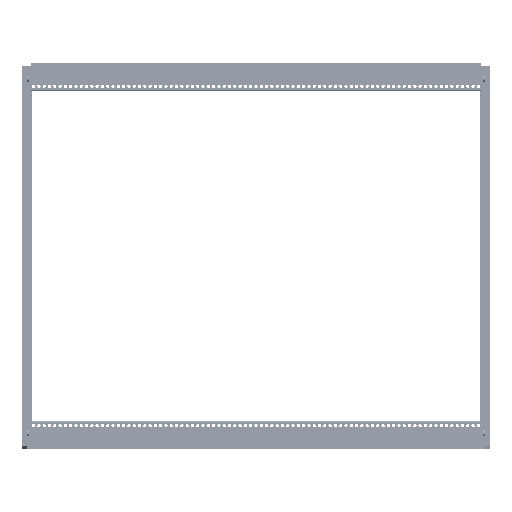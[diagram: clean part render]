
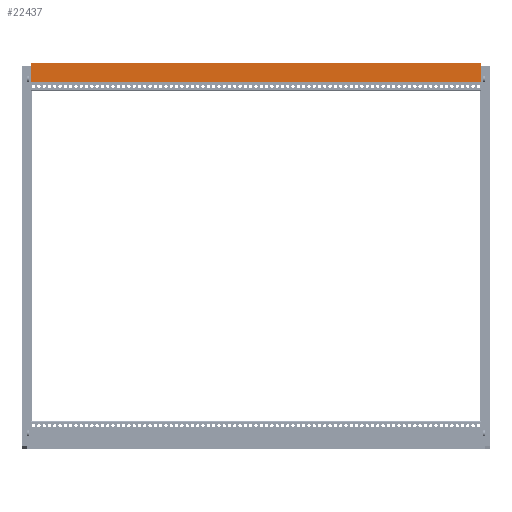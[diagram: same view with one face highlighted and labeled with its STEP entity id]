
A CAD part, front view. The second image highlights one B-rep face of the part: STEP entity #22437.
In plain terms, the highlighted face is planar.
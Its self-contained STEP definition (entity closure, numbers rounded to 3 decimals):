
#17457=DIRECTION('',(0.,1.,0.));
#17458=VECTOR('',#17457,432.);
#17459=CARTESIAN_POINT('',(-3.,-216.,4.));
#17460=LINE('',#17459,#17458);
#17461=DIRECTION('',(1.,0.,0.));
#17462=VECTOR('',#17461,18.25);
#17463=CARTESIAN_POINT('',(-3.,216.,4.));
#17464=LINE('',#17463,#17462);
#17465=DIRECTION('',(-1.,0.,0.));
#17466=VECTOR('',#17465,18.25);
#17467=CARTESIAN_POINT('',(15.25,-216.,4.));
#17468=LINE('',#17467,#17466);
#17469=DIRECTION('',(0.,-1.,0.));
#17470=VECTOR('',#17469,432.);
#17471=CARTESIAN_POINT('',(15.25,216.,4.));
#17472=LINE('',#17471,#17470);
#18115=CARTESIAN_POINT('',(15.25,216.,4.));
#18117=VERTEX_POINT('',#18115);
#18119=CARTESIAN_POINT('',(15.25,-216.,4.));
#18121=VERTEX_POINT('',#18119);
#18155=CARTESIAN_POINT('',(-3.,-216.,4.));
#18156=CARTESIAN_POINT('',(-3.,216.,4.));
#18157=VERTEX_POINT('',#18155);
#18158=VERTEX_POINT('',#18156);
#22425=CARTESIAN_POINT('',(-5.2,-216.,4.));
#22426=DIRECTION('',(0.,0.,1.));
#22427=DIRECTION('',(1.,0.,0.));
#22428=AXIS2_PLACEMENT_3D('',#22425,#22426,#22427);
#22429=PLANE('',#22428);
#22430=ORIENTED_EDGE('',*,*,#22420,.T.);
#22431=ORIENTED_EDGE('',*,*,#18836,.T.);
#22433=ORIENTED_EDGE('',*,*,#22432,.T.);
#22434=ORIENTED_EDGE('',*,*,#18618,.T.);
#22435=EDGE_LOOP('',(#22430,#22431,#22433,#22434));
#22436=FACE_OUTER_BOUND('',#22435,.F.);
#22437=ADVANCED_FACE('',(#22436),#22429,.T.);
#18618=EDGE_CURVE('',#18121,#18157,#17468,.T.);
#18836=EDGE_CURVE('',#18158,#18117,#17464,.T.);
#22420=EDGE_CURVE('',#18157,#18158,#17460,.T.);
#22432=EDGE_CURVE('',#18117,#18121,#17472,.T.);
